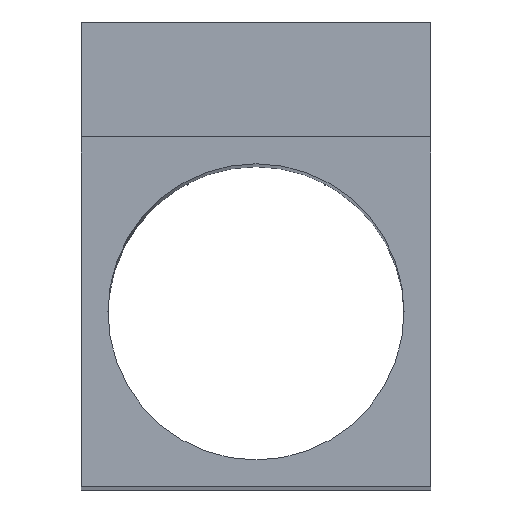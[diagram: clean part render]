
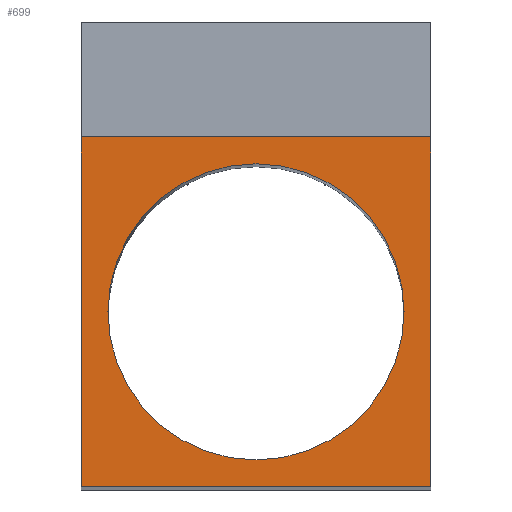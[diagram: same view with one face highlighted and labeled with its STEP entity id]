
A CAD part, top view. The second image highlights one B-rep face of the part: STEP entity #699.
In plain terms, the highlighted planar face has unit normal (0, 0, 1).
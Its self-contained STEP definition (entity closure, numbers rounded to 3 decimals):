
#225 = VERTEX_POINT('',#226);
#226 = CARTESIAN_POINT('',(0.,0.,80.));
#232 = EDGE_CURVE('',#225,#233,#235,.T.);
#233 = VERTEX_POINT('',#234);
#234 = CARTESIAN_POINT('',(0.,15.,80.));
#235 = LINE('',#236,#237);
#236 = CARTESIAN_POINT('',(0.,0.,80.));
#237 = VECTOR('',#238,1.);
#238 = DIRECTION('',(0.,1.,0.));
#461 = VERTEX_POINT('',#462);
#462 = CARTESIAN_POINT('',(15.,15.,80.));
#468 = EDGE_CURVE('',#461,#469,#471,.T.);
#469 = VERTEX_POINT('',#470);
#470 = CARTESIAN_POINT('',(15.,0.,80.));
#471 = LINE('',#472,#473);
#472 = CARTESIAN_POINT('',(15.,15.,80.));
#473 = VECTOR('',#474,1.);
#474 = DIRECTION('',(0.,-1.,0.));
#530 = VERTEX_POINT('',#531);
#531 = CARTESIAN_POINT('',(13.85,7.5,80.));
#537 = EDGE_CURVE('',#530,#530,#538,.T.);
#538 = CIRCLE('',#539,6.35);
#539 = AXIS2_PLACEMENT_3D('',#540,#541,#542);
#540 = CARTESIAN_POINT('',(7.5,7.5,80.));
#541 = DIRECTION('',(0.,0.,1.));
#542 = DIRECTION('',(1.,0.,0.));
#591 = EDGE_CURVE('',#469,#225,#592,.T.);
#592 = LINE('',#593,#594);
#593 = CARTESIAN_POINT('',(15.,0.,80.));
#594 = VECTOR('',#595,1.);
#595 = DIRECTION('',(-1.,0.,0.));
#688 = EDGE_CURVE('',#233,#461,#689,.T.);
#689 = LINE('',#690,#691);
#690 = CARTESIAN_POINT('',(0.,15.,80.));
#691 = VECTOR('',#692,1.);
#692 = DIRECTION('',(1.,0.,0.));
#699 = ADVANCED_FACE('',(#700,#706),#709,.F.);
#700 = FACE_BOUND('',#701,.F.);
#701 = EDGE_LOOP('',(#702,#703,#704,#705));
#702 = ORIENTED_EDGE('',*,*,#688,.T.);
#703 = ORIENTED_EDGE('',*,*,#468,.T.);
#704 = ORIENTED_EDGE('',*,*,#591,.T.);
#705 = ORIENTED_EDGE('',*,*,#232,.T.);
#706 = FACE_BOUND('',#707,.F.);
#707 = EDGE_LOOP('',(#708));
#708 = ORIENTED_EDGE('',*,*,#537,.T.);
#709 = PLANE('',#710);
#710 = AXIS2_PLACEMENT_3D('',#711,#712,#713);
#711 = CARTESIAN_POINT('',(7.5,7.5,80.));
#712 = DIRECTION('',(-0.,-0.,-1.));
#713 = DIRECTION('',(-1.,0.,0.));
